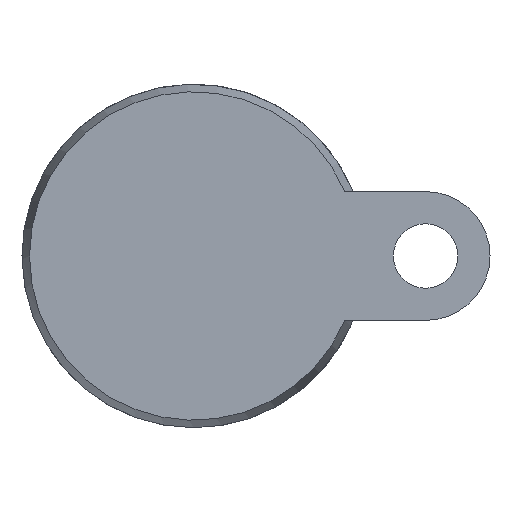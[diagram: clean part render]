
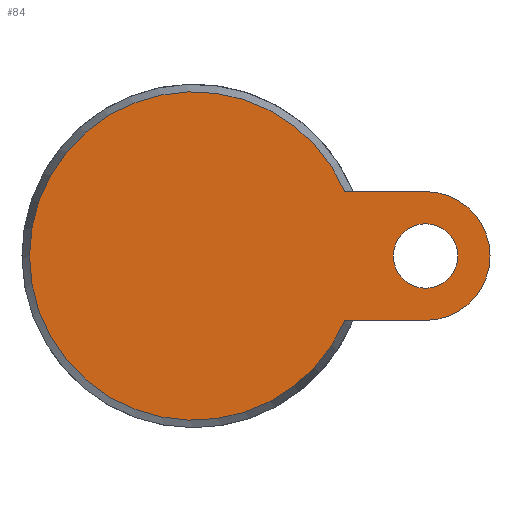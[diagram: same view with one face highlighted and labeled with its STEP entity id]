
A CAD part, front view. The second image highlights one B-rep face of the part: STEP entity #84.
In plain terms, the highlighted planar face has unit normal (0, -1, 0).
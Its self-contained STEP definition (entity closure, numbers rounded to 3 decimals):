
#84 = ADVANCED_FACE( '', ( #202, #203 ), #204, .F. );
#202 = FACE_BOUND( '', #359, .T. );
#203 = FACE_OUTER_BOUND( '', #360, .T. );
#204 = PLANE( '', #361 );
#359 = EDGE_LOOP( '', ( #569 ) );
#360 = EDGE_LOOP( '', ( #570, #571, #572, #573 ) );
#361 = AXIS2_PLACEMENT_3D( '', #574, #575, #576 );
#569 = ORIENTED_EDGE( '', *, *, #867, .T. );
#570 = ORIENTED_EDGE( '', *, *, #877, .F. );
#571 = ORIENTED_EDGE( '', *, *, #878, .T. );
#572 = ORIENTED_EDGE( '', *, *, #879, .F. );
#573 = ORIENTED_EDGE( '', *, *, #850, .F. );
#574 = CARTESIAN_POINT( '', ( 38.25, 0., 0. ) );
#575 = DIRECTION( '', ( 0., 1., 0. ) );
#576 = DIRECTION( '', ( 0., 0., 1. ) );
#850 = EDGE_CURVE( '', #975, #976, #977, .T. );
#867 = EDGE_CURVE( '', #1006, #1006, #1007, .T. );
#877 = EDGE_CURVE( '', #1022, #975, #1023, .T. );
#878 = EDGE_CURVE( '', #1022, #1024, #1025, .T. );
#879 = EDGE_CURVE( '', #976, #1024, #1026, .T. );
#975 = VERTEX_POINT( '', #1153 );
#976 = VERTEX_POINT( '', #1154 );
#977 = CIRCLE( '', #1155, 15. );
#1006 = VERTEX_POINT( '', #1186 );
#1007 = CIRCLE( '', #1187, 7.5 );
#1022 = VERTEX_POINT( '', #1203 );
#1023 = LINE( '', #1204, #1205 );
#1024 = VERTEX_POINT( '', #1206 );
#1025 = CIRCLE( '', #1207, 38.25 );
#1026 = LINE( '', #1208, #1209 );
#1153 = CARTESIAN_POINT( '', ( 54., 0., 15. ) );
#1154 = CARTESIAN_POINT( '', ( 54., 0., -15. ) );
#1155 = AXIS2_PLACEMENT_3D( '', #1500, #1501, #1502 );
#1186 = CARTESIAN_POINT( '', ( 61.5, 0., 0. ) );
#1187 = AXIS2_PLACEMENT_3D( '', #1538, #1539, #1540 );
#1203 = CARTESIAN_POINT( '', ( 35.186, 0., 15. ) );
#1204 = CARTESIAN_POINT( '', ( 0., 0., 15. ) );
#1205 = VECTOR( '', #1554, 1000. );
#1206 = CARTESIAN_POINT( '', ( 35.186, 0., -15. ) );
#1207 = AXIS2_PLACEMENT_3D( '', #1555, #1556, #1557 );
#1208 = CARTESIAN_POINT( '', ( 54., 0., -15. ) );
#1209 = VECTOR( '', #1558, 1000. );
#1500 = CARTESIAN_POINT( '', ( 54., 0., 0. ) );
#1501 = DIRECTION( '', ( 0., 1., 0. ) );
#1502 = DIRECTION( '', ( 1., 0., 0. ) );
#1538 = CARTESIAN_POINT( '', ( 54., 0., 0. ) );
#1539 = DIRECTION( '', ( 0., 1., 0. ) );
#1540 = DIRECTION( '', ( 1., 0., 0. ) );
#1554 = DIRECTION( '', ( 1., 0., 0. ) );
#1555 = CARTESIAN_POINT( '', ( 0., 0., 0. ) );
#1556 = DIRECTION( '', ( 0., -1., 0. ) );
#1557 = DIRECTION( '', ( 0., 0., -1. ) );
#1558 = DIRECTION( '', ( -1., 0., 0. ) );
